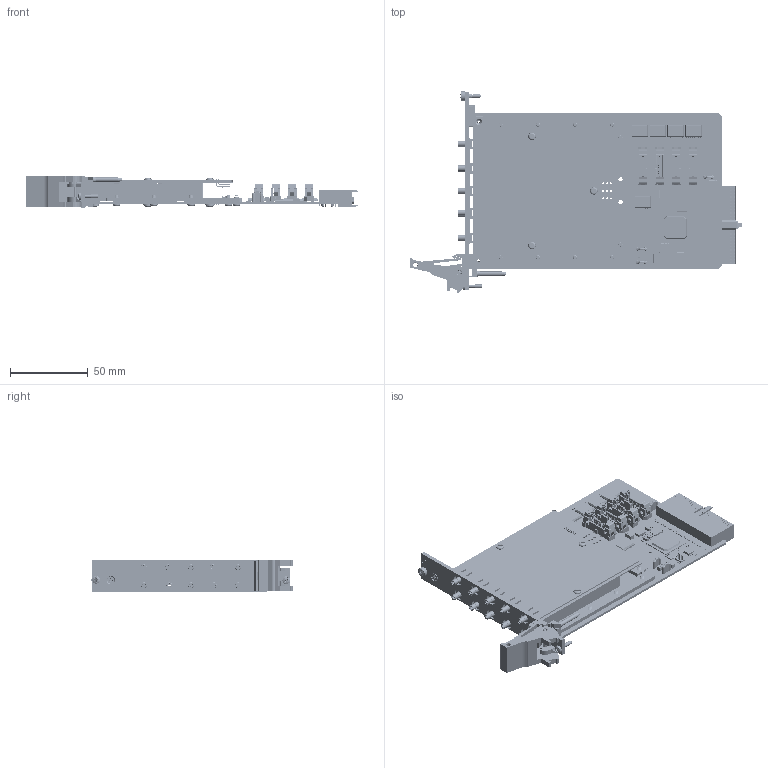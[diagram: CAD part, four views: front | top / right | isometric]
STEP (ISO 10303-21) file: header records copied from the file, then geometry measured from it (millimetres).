
FILE_DESCRIPTION (( 'STEP AP214' ), '1' );
FILE_NAME ('40-833-002 PXI 1 SLT Dual 4CH MUX 75 Ohm SMB Term.STEP', '2013-09-11T10:21:57', ( 'admin' ), ( '' ), 'SwSTEP 2.0', 'SolidWorks 2012', '' );
FILE_SCHEMA (( 'AUTOMOTIVE_DESIGN' ));
Length unit declared in the file: millimetre
Products named in the file (1): 40-833-002 PXI 1 SLT Dual 4CH MUX 75 Ohm SMB Term
Bounding box: 214.01 x 129.67 x 20 mm (x, y, z)
Surface area: 86782.7 mm2 (no closed solid volume)
Topology: 0 solids, 705 shells, 4332 faces, 19509 edges, 15208 vertices
Faces by surface type: plane 3340, cylinder 758, cone 124, torus 74, bspline 30, sphere 6
Full cylindrical faces by diameter (mm): 0.2 x1, 0.6 x110, 0.762 x57, 0.799 x2, 0.8 x19, 0.801 x1, 1.4 x12, 1.496 x2, 1.524 x14, 2 x5, 2.05 x1, 2.08 x10, 2.45 x6, 2.5 x3, 2.6 x1, 2.7 x3, 2.8 x1, 3 x3, 3.21 x10, 3.665 x1, 3.71 x20, 3.8 x2, 4.35 x1, 4.7 x1, 4.85 x16, 5 x3, 5.3 x1, 6 x1, 6.5 x1, 6.75 x10
Entity records: 250230 total; most frequent: CARTESIAN_POINT 51065, DIRECTION 29961, ORIENTED_EDGE 25516, EDGE_CURVE 18878, VERTEX_POINT 15075, LINE 14619, VECTOR 14619, AXIS2_PLACEMENT_3D 7671
